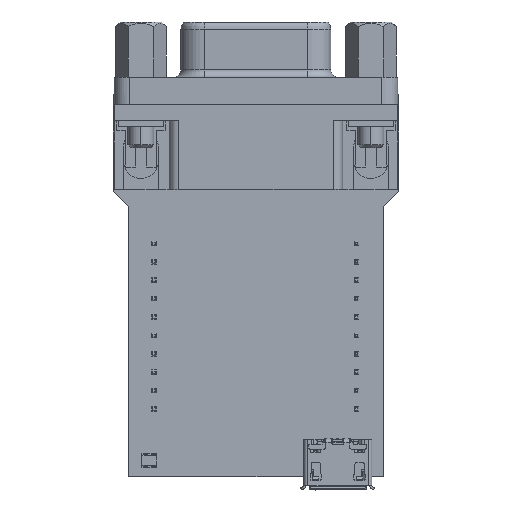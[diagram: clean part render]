
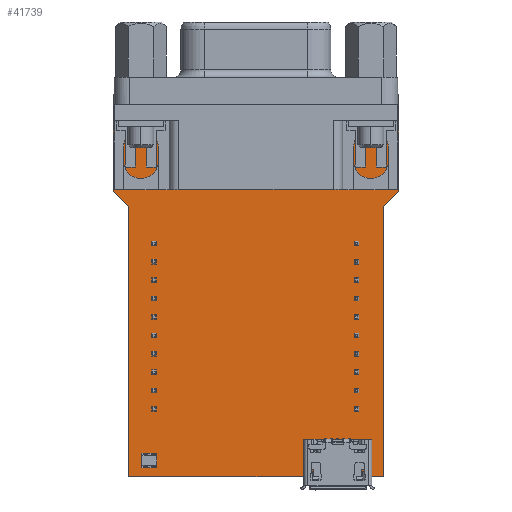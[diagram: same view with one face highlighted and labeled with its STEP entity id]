
A CAD part, top view. The second image highlights one B-rep face of the part: STEP entity #41739.
In plain terms, the highlighted planar face has unit normal (0, 0, 1).
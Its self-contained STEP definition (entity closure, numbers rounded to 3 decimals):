
#661 = LINE ( 'NONE', #7274, #5176 ) ;
#1590 = CARTESIAN_POINT ( 'NONE',  ( 0., 29.337, 0. ) ) ;
#1600 = DIRECTION ( 'NONE',  ( 0., -1., 0. ) ) ;
#2021 = DIRECTION ( 'NONE',  ( 1., 0., 0. ) ) ;
#2422 = FACE_OUTER_BOUND ( 'NONE', #4748, .T. ) ;
#2912 = ORIENTED_EDGE ( 'NONE', *, *, #17035, .T. ) ;
#4056 = VERTEX_POINT ( 'NONE', #8759 ) ;
#4218 = LINE ( 'NONE', #28353, #27835 ) ;
#4748 = EDGE_LOOP ( 'NONE', ( #36987, #25772, #2912, #16573, #30750, #7234, #40610, #19881 ) ) ;
#5176 = VECTOR ( 'NONE', #7734, 1000. ) ;
#5434 = CARTESIAN_POINT ( 'NONE',  ( -1.651, 30.988, 0. ) ) ;
#5844 = PLANE ( 'NONE',  #37653 ) ;
#6481 = CARTESIAN_POINT ( 'NONE',  ( 0., 0., 0. ) ) ;
#6955 = CARTESIAN_POINT ( 'NONE',  ( 29.337, 30.988, 0. ) ) ;
#7234 = ORIENTED_EDGE ( 'NONE', *, *, #44492, .T. ) ;
#7274 = CARTESIAN_POINT ( 'NONE',  ( -1.651, 41.529, 0. ) ) ;
#7299 = VECTOR ( 'NONE', #1600, 1000. ) ;
#7734 = DIRECTION ( 'NONE',  ( -1., 0., 0. ) ) ;
#8759 = CARTESIAN_POINT ( 'NONE',  ( 0., 29.337, 0. ) ) ;
#8883 = DIRECTION ( 'NONE',  ( 0.707, -0.707, 0. ) ) ;
#10257 = VERTEX_POINT ( 'NONE', #6481 ) ;
#10572 = VERTEX_POINT ( 'NONE', #31964 ) ;
#11151 = VECTOR ( 'NONE', #2021, 1000. ) ;
#11476 = EDGE_CURVE ( 'NONE', #37442, #23387, #33672, .T. ) ;
#12293 = CARTESIAN_POINT ( 'NONE',  ( 27.686, 29.337, 0. ) ) ;
#12719 = CARTESIAN_POINT ( 'NONE',  ( 27.686, 0., 0. ) ) ;
#12903 = CARTESIAN_POINT ( 'NONE',  ( 0., 0., 0. ) ) ;
#13997 = DIRECTION ( 'NONE',  ( 0.707, 0.707, 0. ) ) ;
#14239 = VECTOR ( 'NONE', #13997, 1000. ) ;
#15297 = VECTOR ( 'NONE', #26187, 1000. ) ;
#16004 = EDGE_CURVE ( 'NONE', #10572, #30702, #42597, .T. ) ;
#16317 = DIRECTION ( 'NONE',  ( 0., 0., -1. ) ) ;
#16455 = CARTESIAN_POINT ( 'NONE',  ( 29.337, 30.988, 0. ) ) ;
#16573 = ORIENTED_EDGE ( 'NONE', *, *, #31909, .T. ) ;
#17035 = EDGE_CURVE ( 'NONE', #4056, #10257, #20768, .T. ) ;
#18904 = CARTESIAN_POINT ( 'NONE',  ( -1.651, 30.988, 0. ) ) ;
#19881 = ORIENTED_EDGE ( 'NONE', *, *, #26322, .T. ) ;
#20456 = VECTOR ( 'NONE', #25305, 1000. ) ;
#20768 = LINE ( 'NONE', #40586, #20456 ) ;
#21052 = LINE ( 'NONE', #6955, #14239 ) ;
#21385 = LINE ( 'NONE', #35282, #11151 ) ;
#23387 = VERTEX_POINT ( 'NONE', #44129 ) ;
#25305 = DIRECTION ( 'NONE',  ( 0., -1., 0. ) ) ;
#25374 = DIRECTION ( 'NONE',  ( 0., 1., 0. ) ) ;
#25772 = ORIENTED_EDGE ( 'NONE', *, *, #44102, .T. ) ;
#26187 = DIRECTION ( 'NONE',  ( 0., 1., 0. ) ) ;
#26322 = EDGE_CURVE ( 'NONE', #40855, #10572, #661, .T. ) ;
#27835 = VECTOR ( 'NONE', #25374, 1000. ) ;
#28353 = CARTESIAN_POINT ( 'NONE',  ( 29.337, 41.529, 0. ) ) ;
#30197 = DIRECTION ( 'NONE',  ( -1., 0., 0. ) ) ;
#30702 = VERTEX_POINT ( 'NONE', #5434 ) ;
#30750 = ORIENTED_EDGE ( 'NONE', *, *, #11476, .T. ) ;
#31909 = EDGE_CURVE ( 'NONE', #10257, #37442, #21385, .T. ) ;
#31964 = CARTESIAN_POINT ( 'NONE',  ( -1.651, 41.529, 0. ) ) ;
#32261 = EDGE_CURVE ( 'NONE', #35766, #40855, #4218, .T. ) ;
#33672 = LINE ( 'NONE', #12293, #15297 ) ;
#33837 = VECTOR ( 'NONE', #8883, 1000. ) ;
#35282 = CARTESIAN_POINT ( 'NONE',  ( 26.162, 0., 0. ) ) ;
#35766 = VERTEX_POINT ( 'NONE', #16455 ) ;
#36987 = ORIENTED_EDGE ( 'NONE', *, *, #16004, .T. ) ;
#37442 = VERTEX_POINT ( 'NONE', #12719 ) ;
#37653 = AXIS2_PLACEMENT_3D ( 'NONE', #12903, #16317, #30197 ) ;
#40071 = LINE ( 'NONE', #1590, #33837 ) ;
#40586 = CARTESIAN_POINT ( 'NONE',  ( 0., 0., 0. ) ) ;
#40603 = CARTESIAN_POINT ( 'NONE',  ( 29.337, 41.529, 0. ) ) ;
#40610 = ORIENTED_EDGE ( 'NONE', *, *, #32261, .T. ) ;
#40855 = VERTEX_POINT ( 'NONE', #40603 ) ;
#41739 = ADVANCED_FACE ( 'NONE', ( #2422 ), #5844, .F. ) ;
#42597 = LINE ( 'NONE', #18904, #7299 ) ;
#44102 = EDGE_CURVE ( 'NONE', #30702, #4056, #40071, .T. ) ;
#44129 = CARTESIAN_POINT ( 'NONE',  ( 27.686, 29.337, 0. ) ) ;
#44492 = EDGE_CURVE ( 'NONE', #23387, #35766, #21052, .T. ) ;
